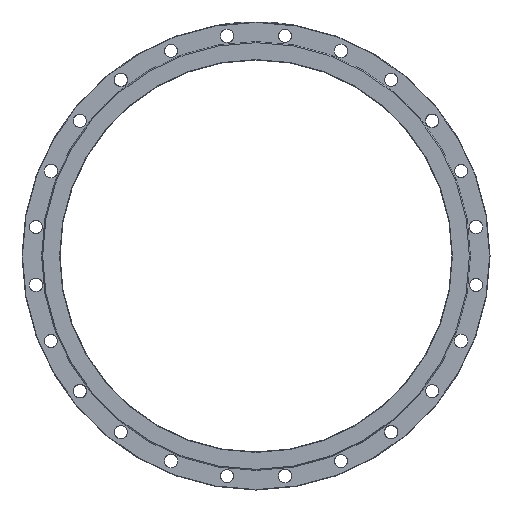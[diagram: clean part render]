
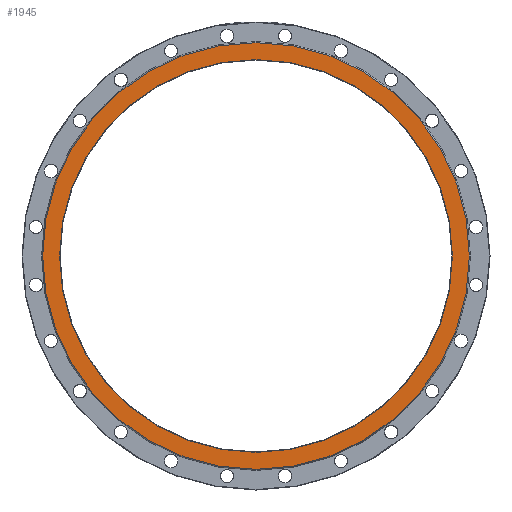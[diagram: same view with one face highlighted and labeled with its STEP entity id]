
A CAD part, left-side view. The second image highlights one B-rep face of the part: STEP entity #1945.
In plain terms, the highlighted planar face has unit normal (-1, 0, 0).
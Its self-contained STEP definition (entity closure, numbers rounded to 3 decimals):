
#258 = CARTESIAN_POINT ( 'NONE',  ( 0., 0., 0. ) ) ;
#331 = DIRECTION ( 'NONE',  ( 0., 0., -1. ) ) ;
#498 = CARTESIAN_POINT ( 'NONE',  ( 0., 450.1, 0. ) ) ;
#587 = AXIS2_PLACEMENT_3D ( 'NONE', #258, #6063, #2573 ) ;
#923 = CIRCLE ( 'NONE', #6460, 451.1 ) ;
#1002 = DIRECTION ( 'NONE',  ( 0., 0., -1. ) ) ;
#1115 = FACE_OUTER_BOUND ( 'NONE', #5492, .T. ) ;
#1283 = VERTEX_POINT ( 'NONE', #2477 ) ;
#1526 = VERTEX_POINT ( 'NONE', #4982 ) ;
#1551 = FACE_BOUND ( 'NONE', #7599, .T. ) ;
#1945 = ADVANCED_FACE ( 'NONE', ( #1551, #1115 ), #3938, .F. ) ;
#2130 = ORIENTED_EDGE ( 'NONE', *, *, #7425, .T. ) ;
#2280 = DIRECTION ( 'NONE',  ( 1., 0., 0. ) ) ;
#2477 = CARTESIAN_POINT ( 'NONE',  ( 0., 0., -451.1 ) ) ;
#2573 = DIRECTION ( 'NONE',  ( 0., 0., 1. ) ) ;
#2907 = AXIS2_PLACEMENT_3D ( 'NONE', #498, #2280, #1002 ) ;
#3041 = EDGE_CURVE ( 'NONE', #1526, #1526, #4165, .T. ) ;
#3938 = PLANE ( 'NONE',  #2907 ) ;
#3954 = CARTESIAN_POINT ( 'NONE',  ( 0., 0., 0. ) ) ;
#4165 = CIRCLE ( 'NONE', #587, 490. ) ;
#4982 = CARTESIAN_POINT ( 'NONE',  ( 0., 0., 490. ) ) ;
#5492 = EDGE_LOOP ( 'NONE', ( #5669 ) ) ;
#5669 = ORIENTED_EDGE ( 'NONE', *, *, #3041, .T. ) ;
#5713 = DIRECTION ( 'NONE',  ( 1., 0., 0. ) ) ;
#6063 = DIRECTION ( 'NONE',  ( -1., 0., 0. ) ) ;
#6460 = AXIS2_PLACEMENT_3D ( 'NONE', #3954, #5713, #331 ) ;
#7425 = EDGE_CURVE ( 'NONE', #1283, #1283, #923, .T. ) ;
#7599 = EDGE_LOOP ( 'NONE', ( #2130 ) ) ;
